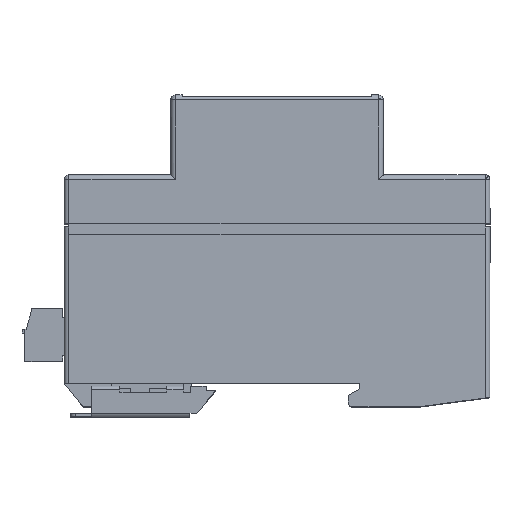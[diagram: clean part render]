
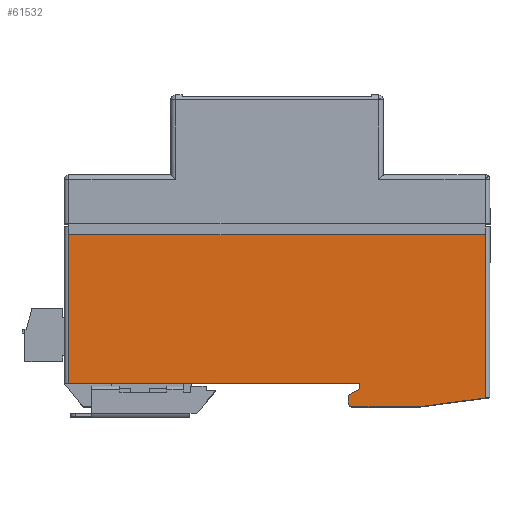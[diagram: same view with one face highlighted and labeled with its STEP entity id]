
A CAD part, top view. The second image highlights one B-rep face of the part: STEP entity #61532.
In plain terms, the highlighted planar face has unit normal (0, 0, 1).
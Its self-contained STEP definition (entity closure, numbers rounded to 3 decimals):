
#65 = LINE ( 'NONE', #30903, #51400 ) ;
#186 = AXIS2_PLACEMENT_3D ( 'NONE', #66537, #35868, #18303 ) ;
#971 = EDGE_CURVE ( 'NONE', #69013, #55700, #21678, .T. ) ;
#1058 = ORIENTED_EDGE ( 'NONE', *, *, #43656, .T. ) ;
#1257 = CARTESIAN_POINT ( 'NONE',  ( -44., -31.4, 27. ) ) ;
#1584 = LINE ( 'NONE', #73481, #66144 ) ;
#1693 = ORIENTED_EDGE ( 'NONE', *, *, #9045, .F. ) ;
#1771 = VECTOR ( 'NONE', #10350, 1000. ) ;
#2133 = EDGE_CURVE ( 'NONE', #17643, #69013, #62156, .T. ) ;
#5760 = AXIS2_PLACEMENT_3D ( 'NONE', #8571, #20622, #63764 ) ;
#6953 = VERTEX_POINT ( 'NONE', #35913 ) ;
#6956 = CIRCLE ( 'NONE', #5760, 1. ) ;
#8571 = CARTESIAN_POINT ( 'NONE',  ( 16., -35.4, 27. ) ) ;
#8723 = EDGE_CURVE ( 'NONE', #25997, #6953, #1584, .T. ) ;
#9045 = EDGE_CURVE ( 'NONE', #33626, #22089, #64214, .T. ) ;
#9386 = CARTESIAN_POINT ( 'NONE',  ( -44., 1.8, 27. ) ) ;
#10196 = DIRECTION ( 'NONE',  ( 0., 0., 1. ) ) ;
#10350 = DIRECTION ( 'NONE',  ( 0., -1., 0. ) ) ;
#10757 = DIRECTION ( 'NONE',  ( -1., 0., 0. ) ) ;
#10767 = ORIENTED_EDGE ( 'NONE', *, *, #8723, .F. ) ;
#11286 = ORIENTED_EDGE ( 'NONE', *, *, #51364, .F. ) ;
#11339 = ORIENTED_EDGE ( 'NONE', *, *, #45850, .T. ) ;
#11938 = LINE ( 'NONE', #29597, #64149 ) ;
#12748 = DIRECTION ( 'NONE',  ( -0.873, -0.489, 0. ) ) ;
#13333 = AXIS2_PLACEMENT_3D ( 'NONE', #32827, #74897, #39219 ) ;
#13602 = FACE_OUTER_BOUND ( 'NONE', #48043, .T. ) ;
#14007 = CARTESIAN_POINT ( 'NONE',  ( 30.066, -36.391, 27. ) ) ;
#16053 = DIRECTION ( 'NONE',  ( -1., 0., 0. ) ) ;
#17254 = CIRCLE ( 'NONE', #186, 1. ) ;
#17643 = VERTEX_POINT ( 'NONE', #30707 ) ;
#18303 = DIRECTION ( 'NONE',  ( -1., 0., 0. ) ) ;
#18945 = VERTEX_POINT ( 'NONE', #26183 ) ;
#20622 = DIRECTION ( 'NONE',  ( 0., 0., -1. ) ) ;
#21519 = EDGE_CURVE ( 'NONE', #33626, #18945, #11938, .T. ) ;
#21678 = LINE ( 'NONE', #72045, #33141 ) ;
#22089 = VERTEX_POINT ( 'NONE', #1257 ) ;
#24151 = EDGE_CURVE ( 'NONE', #75259, #68926, #35039, .T. ) ;
#24521 = DIRECTION ( 'NONE',  ( 0., -1., 0. ) ) ;
#25997 = VERTEX_POINT ( 'NONE', #46578 ) ;
#26183 = CARTESIAN_POINT ( 'NONE',  ( 17.5, -32.6, 27. ) ) ;
#26982 = ORIENTED_EDGE ( 'NONE', *, *, #44060, .T. ) ;
#28560 = CARTESIAN_POINT ( 'NONE',  ( 30.066, -36.391, 27. ) ) ;
#29458 = LINE ( 'NONE', #28560, #42718 ) ;
#29597 = CARTESIAN_POINT ( 'NONE',  ( 17.5, 0., 27. ) ) ;
#30707 = CARTESIAN_POINT ( 'NONE',  ( 44., -34.533, 27. ) ) ;
#30903 = CARTESIAN_POINT ( 'NONE',  ( 17.5, -32.6, 27. ) ) ;
#32827 = CARTESIAN_POINT ( 'NONE',  ( 29.934, -35.4, 27. ) ) ;
#33141 = VECTOR ( 'NONE', #10757, 1000. ) ;
#33152 = EDGE_CURVE ( 'NONE', #69251, #25997, #6956, .T. ) ;
#33283 = ORIENTED_EDGE ( 'NONE', *, *, #2133, .T. ) ;
#33626 = VERTEX_POINT ( 'NONE', #62890 ) ;
#35039 = CIRCLE ( 'NONE', #13333, 1. ) ;
#35286 = CARTESIAN_POINT ( 'NONE',  ( 0., -36.4, 27. ) ) ;
#35868 = DIRECTION ( 'NONE',  ( 0., 0., -1. ) ) ;
#35913 = CARTESIAN_POINT ( 'NONE',  ( 15., -34.586, 27. ) ) ;
#36062 = LINE ( 'NONE', #77465, #1771 ) ;
#37536 = DIRECTION ( 'NONE',  ( 0., 1., 0. ) ) ;
#39097 = CARTESIAN_POINT ( 'NONE',  ( 44., 0., 27. ) ) ;
#39219 = DIRECTION ( 'NONE',  ( 1., 0., 0. ) ) ;
#39445 = ORIENTED_EDGE ( 'NONE', *, *, #21519, .T. ) ;
#40524 = DIRECTION ( 'NONE',  ( 0.991, 0.132, 0. ) ) ;
#41096 = PLANE ( 'NONE',  #41193 ) ;
#41193 = AXIS2_PLACEMENT_3D ( 'NONE', #41870, #10196, #47202 ) ;
#41837 = CARTESIAN_POINT ( 'NONE',  ( 16., -36.4, 27. ) ) ;
#41870 = CARTESIAN_POINT ( 'NONE',  ( 0., 0., 27. ) ) ;
#42543 = VECTOR ( 'NONE', #78387, 1000. ) ;
#42718 = VECTOR ( 'NONE', #40524, 1000. ) ;
#43656 = EDGE_CURVE ( 'NONE', #69251, #68926, #74715, .T. ) ;
#43686 = CARTESIAN_POINT ( 'NONE',  ( 29.934, -36.4, 27. ) ) ;
#44060 = EDGE_CURVE ( 'NONE', #75259, #17643, #29458, .T. ) ;
#45850 = EDGE_CURVE ( 'NONE', #18945, #57075, #65, .T. ) ;
#46578 = CARTESIAN_POINT ( 'NONE',  ( 15., -35.4, 27. ) ) ;
#47202 = DIRECTION ( 'NONE',  ( 1., 0., 0. ) ) ;
#48043 = EDGE_LOOP ( 'NONE', ( #11339, #11286, #10767, #65619, #1058, #56574, #26982, #33283, #50238, #70295, #1693, #39445 ) ) ;
#50238 = ORIENTED_EDGE ( 'NONE', *, *, #971, .T. ) ;
#51364 = EDGE_CURVE ( 'NONE', #6953, #57075, #17254, .T. ) ;
#51400 = VECTOR ( 'NONE', #12748, 1000. ) ;
#55608 = VECTOR ( 'NONE', #64384, 1000. ) ;
#55700 = VERTEX_POINT ( 'NONE', #9386 ) ;
#56574 = ORIENTED_EDGE ( 'NONE', *, *, #24151, .F. ) ;
#57075 = VERTEX_POINT ( 'NONE', #78213 ) ;
#59322 = VECTOR ( 'NONE', #16053, 1000. ) ;
#61532 = ADVANCED_FACE ( 'Face4', ( #13602 ), #41096, .T. ) ;
#62156 = LINE ( 'NONE', #39097, #55608 ) ;
#62890 = CARTESIAN_POINT ( 'NONE',  ( 17.5, -31.4, 27. ) ) ;
#63764 = DIRECTION ( 'NONE',  ( -1., 0., 0. ) ) ;
#64149 = VECTOR ( 'NONE', #24521, 1000. ) ;
#64214 = LINE ( 'NONE', #77268, #59322 ) ;
#64384 = DIRECTION ( 'NONE',  ( 0., 1., 0. ) ) ;
#64815 = CARTESIAN_POINT ( 'NONE',  ( 44., 1.8, 27. ) ) ;
#65619 = ORIENTED_EDGE ( 'NONE', *, *, #33152, .F. ) ;
#66144 = VECTOR ( 'NONE', #37536, 1000. ) ;
#66537 = CARTESIAN_POINT ( 'NONE',  ( 16., -34.586, 27. ) ) ;
#68926 = VERTEX_POINT ( 'NONE', #43686 ) ;
#69013 = VERTEX_POINT ( 'NONE', #64815 ) ;
#69251 = VERTEX_POINT ( 'NONE', #41837 ) ;
#70295 = ORIENTED_EDGE ( 'NONE', *, *, #70718, .T. ) ;
#70718 = EDGE_CURVE ( 'NONE', #55700, #22089, #36062, .T. ) ;
#72045 = CARTESIAN_POINT ( 'NONE',  ( 0., 1.8, 27. ) ) ;
#73481 = CARTESIAN_POINT ( 'NONE',  ( 15., -31.4, 27. ) ) ;
#74715 = LINE ( 'NONE', #35286, #42543 ) ;
#74897 = DIRECTION ( 'NONE',  ( 0., 0., -1. ) ) ;
#75259 = VERTEX_POINT ( 'NONE', #14007 ) ;
#77268 = CARTESIAN_POINT ( 'NONE',  ( -45., -31.4, 27. ) ) ;
#77465 = CARTESIAN_POINT ( 'NONE',  ( -44., 0., 27. ) ) ;
#78213 = CARTESIAN_POINT ( 'NONE',  ( 15.511, -33.714, 27. ) ) ;
#78387 = DIRECTION ( 'NONE',  ( 1., 0., 0. ) ) ;
